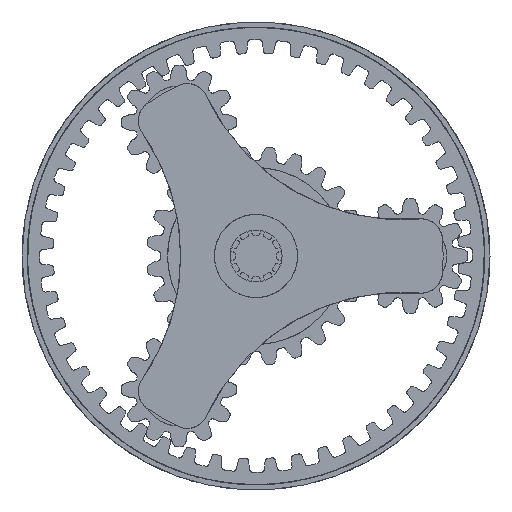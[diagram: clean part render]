
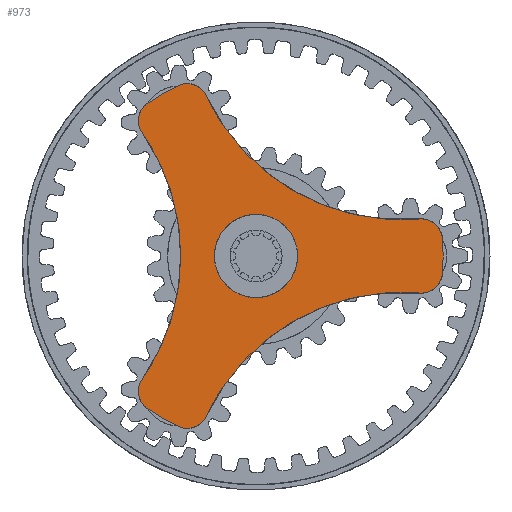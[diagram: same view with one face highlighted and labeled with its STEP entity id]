
A CAD part, left-side view. The second image highlights one B-rep face of the part: STEP entity #973.
In plain terms, the highlighted free-form (B-spline) face has degree [1, 1] with [2, 2] control points.
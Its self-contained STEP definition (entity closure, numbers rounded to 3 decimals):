
#973 = ADVANCED_FACE('',(#974,#1072),#1094,.T.);
#974 = FACE_BOUND('',#975,.T.);
#975 = EDGE_LOOP('',(#976,#986,#994,#1002,#1010,#1018,#1026,#1034,#1042,
    #1050,#1058,#1066));
#976 = ORIENTED_EDGE('',*,*,#977,.T.);
#977 = EDGE_CURVE('',#978,#980,#982,.T.);
#978 = VERTEX_POINT('',#979);
#979 = CARTESIAN_POINT('',(461.726,53.99,
    -119.142));
#980 = VERTEX_POINT('',#981);
#981 = CARTESIAN_POINT('',(461.726,76.185,
    -106.327));
#982 = ( BOUNDED_CURVE() B_SPLINE_CURVE(2,(#983,#984,#985),
.UNSPECIFIED.,.F.,.F.) B_SPLINE_CURVE_WITH_KNOTS((3,3),(0.,
0.196),.PIECEWISE_BEZIER_KNOTS.) CURVE() 
GEOMETRIC_REPRESENTATION_ITEM() RATIONAL_B_SPLINE_CURVE((1.,
0.995,1.)) REPRESENTATION_ITEM('') );
#983 = CARTESIAN_POINT('',(461.726,53.99,
    -119.142));
#984 = CARTESIAN_POINT('',(461.726,65.718,
    -113.827));
#985 = CARTESIAN_POINT('',(461.726,76.185,
    -106.327));
#986 = ORIENTED_EDGE('',*,*,#987,.T.);
#987 = EDGE_CURVE('',#980,#988,#990,.T.);
#988 = VERTEX_POINT('',#989);
#989 = CARTESIAN_POINT('',(461.726,79.648,
    -86.209));
#990 = ( BOUNDED_CURVE() B_SPLINE_CURVE(2,(#991,#992,#993),
.UNSPECIFIED.,.F.,.F.) B_SPLINE_CURVE_WITH_KNOTS((3,3),(0.,
1.557),.PIECEWISE_BEZIER_KNOTS.) CURVE() 
GEOMETRIC_REPRESENTATION_ITEM() RATIONAL_B_SPLINE_CURVE((1.,
0.712,1.)) REPRESENTATION_ITEM('') );
#991 = CARTESIAN_POINT('',(461.726,76.185,
    -106.327));
#992 = CARTESIAN_POINT('',(461.726,87.84,
    -97.976));
#993 = CARTESIAN_POINT('',(461.726,79.648,
    -86.209));
#994 = ORIENTED_EDGE('',*,*,#995,.T.);
#995 = EDGE_CURVE('',#988,#996,#998,.T.);
#996 = VERTEX_POINT('',#997);
#997 = CARTESIAN_POINT('',(461.726,79.648,
    86.209));
#998 = ( BOUNDED_CURVE() B_SPLINE_CURVE(2,(#999,#1000,#1001),
.UNSPECIFIED.,.F.,.F.) B_SPLINE_CURVE_WITH_KNOTS((3,3),(
0.,1.216),.PIECEWISE_BEZIER_KNOTS.) CURVE() 
GEOMETRIC_REPRESENTATION_ITEM() RATIONAL_B_SPLINE_CURVE((1.,
0.821,1.)) REPRESENTATION_ITEM('') );
#999 = CARTESIAN_POINT('',(461.726,79.648,
    -86.209));
#1000 = CARTESIAN_POINT('',(461.726,19.628,
    0.));
#1001 = CARTESIAN_POINT('',(461.726,79.648,
    86.209));
#1002 = ORIENTED_EDGE('',*,*,#1003,.T.);
#1003 = EDGE_CURVE('',#996,#1004,#1006,.T.);
#1004 = VERTEX_POINT('',#1005);
#1005 = CARTESIAN_POINT('',(461.726,76.185,
    106.327));
#1006 = ( BOUNDED_CURVE() B_SPLINE_CURVE(2,(#1007,#1008,#1009),
.UNSPECIFIED.,.F.,.F.) B_SPLINE_CURVE_WITH_KNOTS((3,3),(0.,
1.557),.PIECEWISE_BEZIER_KNOTS.) CURVE() 
GEOMETRIC_REPRESENTATION_ITEM() RATIONAL_B_SPLINE_CURVE((1.,
0.712,1.)) REPRESENTATION_ITEM('') );
#1007 = CARTESIAN_POINT('',(461.726,79.648,
    86.209));
#1008 = CARTESIAN_POINT('',(461.726,87.84,
    97.976));
#1009 = CARTESIAN_POINT('',(461.726,76.185,
    106.327));
#1010 = ORIENTED_EDGE('',*,*,#1011,.T.);
#1011 = EDGE_CURVE('',#1004,#1012,#1014,.T.);
#1012 = VERTEX_POINT('',#1013);
#1013 = CARTESIAN_POINT('',(461.726,53.99,
    119.142));
#1014 = ( BOUNDED_CURVE() B_SPLINE_CURVE(2,(#1015,#1016,#1017),
.UNSPECIFIED.,.F.,.F.) B_SPLINE_CURVE_WITH_KNOTS((3,3),(
0.,0.196),.PIECEWISE_BEZIER_KNOTS.) CURVE() 
GEOMETRIC_REPRESENTATION_ITEM() RATIONAL_B_SPLINE_CURVE((1.,
0.995,1.)) REPRESENTATION_ITEM('') );
#1015 = CARTESIAN_POINT('',(461.726,76.185,
    106.327));
#1016 = CARTESIAN_POINT('',(461.726,65.718,113.827
    ));
#1017 = CARTESIAN_POINT('',(461.726,53.99,
    119.142));
#1018 = ORIENTED_EDGE('',*,*,#1019,.T.);
#1019 = EDGE_CURVE('',#1012,#1020,#1022,.T.);
#1020 = VERTEX_POINT('',#1021);
#1021 = CARTESIAN_POINT('',(461.726,34.835,
    112.081));
#1022 = ( BOUNDED_CURVE() B_SPLINE_CURVE(2,(#1023,#1024,#1025),
.UNSPECIFIED.,.F.,.F.) B_SPLINE_CURVE_WITH_KNOTS((3,3),(0.,
1.557),.PIECEWISE_BEZIER_KNOTS.) CURVE() 
GEOMETRIC_REPRESENTATION_ITEM() RATIONAL_B_SPLINE_CURVE((1.,
0.712,1.)) REPRESENTATION_ITEM('') );
#1023 = CARTESIAN_POINT('',(461.726,53.99,
    119.142));
#1024 = CARTESIAN_POINT('',(461.726,40.93,125.06)
  );
#1025 = CARTESIAN_POINT('',(461.726,34.835,
    112.081));
#1026 = ORIENTED_EDGE('',*,*,#1027,.T.);
#1027 = EDGE_CURVE('',#1020,#1028,#1030,.T.);
#1028 = VERTEX_POINT('',#1029);
#1029 = CARTESIAN_POINT('',(461.726,-114.483,
    25.873));
#1030 = ( BOUNDED_CURVE() B_SPLINE_CURVE(2,(#1031,#1032,#1033),
.UNSPECIFIED.,.F.,.F.) B_SPLINE_CURVE_WITH_KNOTS((3,3),(0.,
1.216),.PIECEWISE_BEZIER_KNOTS.) CURVE() 
GEOMETRIC_REPRESENTATION_ITEM() RATIONAL_B_SPLINE_CURVE((1.,
0.821,1.)) REPRESENTATION_ITEM('') );
#1031 = CARTESIAN_POINT('',(461.726,34.835,
    112.081));
#1032 = CARTESIAN_POINT('',(461.726,-9.814,
    16.998));
#1033 = CARTESIAN_POINT('',(461.726,-114.483,
    25.873));
#1034 = ORIENTED_EDGE('',*,*,#1035,.T.);
#1035 = EDGE_CURVE('',#1028,#1036,#1038,.T.);
#1036 = VERTEX_POINT('',#1037);
#1037 = CARTESIAN_POINT('',(461.726,-130.175,
    12.815));
#1038 = ( BOUNDED_CURVE() B_SPLINE_CURVE(2,(#1039,#1040,#1041),
.UNSPECIFIED.,.F.,.F.) B_SPLINE_CURVE_WITH_KNOTS((3,3),(0.,
1.557),.PIECEWISE_BEZIER_KNOTS.) CURVE() 
GEOMETRIC_REPRESENTATION_ITEM() RATIONAL_B_SPLINE_CURVE((1.,
0.712,1.)) REPRESENTATION_ITEM('') );
#1039 = CARTESIAN_POINT('',(461.726,-114.483,
    25.873));
#1040 = CARTESIAN_POINT('',(461.726,-128.77,
    27.084));
#1041 = CARTESIAN_POINT('',(461.726,-130.175,
    12.815));
#1042 = ORIENTED_EDGE('',*,*,#1043,.T.);
#1043 = EDGE_CURVE('',#1036,#1044,#1046,.T.);
#1044 = VERTEX_POINT('',#1045);
#1045 = CARTESIAN_POINT('',(461.726,-130.175,
    -12.815));
#1046 = ( BOUNDED_CURVE() B_SPLINE_CURVE(2,(#1047,#1048,#1049),
.UNSPECIFIED.,.F.,.F.) B_SPLINE_CURVE_WITH_KNOTS((3,3),(0.,
0.196),.PIECEWISE_BEZIER_KNOTS.) CURVE() 
GEOMETRIC_REPRESENTATION_ITEM() RATIONAL_B_SPLINE_CURVE((1.,
0.995,1.)) REPRESENTATION_ITEM('') );
#1047 = CARTESIAN_POINT('',(461.726,-130.175,
    12.815));
#1048 = CARTESIAN_POINT('',(461.726,-131.436,
    0.));
#1049 = CARTESIAN_POINT('',(461.726,-130.175,
    -12.815));
#1050 = ORIENTED_EDGE('',*,*,#1051,.T.);
#1051 = EDGE_CURVE('',#1044,#1052,#1054,.T.);
#1052 = VERTEX_POINT('',#1053);
#1053 = CARTESIAN_POINT('',(461.726,-114.483,
    -25.873));
#1054 = ( BOUNDED_CURVE() B_SPLINE_CURVE(2,(#1055,#1056,#1057),
.UNSPECIFIED.,.F.,.F.) B_SPLINE_CURVE_WITH_KNOTS((3,3),(0.,
1.557),.PIECEWISE_BEZIER_KNOTS.) CURVE() 
GEOMETRIC_REPRESENTATION_ITEM() RATIONAL_B_SPLINE_CURVE((1.,
0.712,1.)) REPRESENTATION_ITEM('') );
#1055 = CARTESIAN_POINT('',(461.726,-130.175,-12.815)
  );
#1056 = CARTESIAN_POINT('',(461.726,-128.77,
    -27.084));
#1057 = CARTESIAN_POINT('',(461.726,-114.483,
    -25.873));
#1058 = ORIENTED_EDGE('',*,*,#1059,.T.);
#1059 = EDGE_CURVE('',#1052,#1060,#1062,.T.);
#1060 = VERTEX_POINT('',#1061);
#1061 = CARTESIAN_POINT('',(461.726,34.835,
    -112.081));
#1062 = ( BOUNDED_CURVE() B_SPLINE_CURVE(2,(#1063,#1064,#1065),
.UNSPECIFIED.,.F.,.F.) B_SPLINE_CURVE_WITH_KNOTS((3,3),(
0.,1.216),.PIECEWISE_BEZIER_KNOTS.) CURVE() 
GEOMETRIC_REPRESENTATION_ITEM() RATIONAL_B_SPLINE_CURVE((1.,
0.821,1.)) REPRESENTATION_ITEM('') );
#1063 = CARTESIAN_POINT('',(461.726,-114.483,
    -25.873));
#1064 = CARTESIAN_POINT('',(461.726,-9.814,
    -16.998));
#1065 = CARTESIAN_POINT('',(461.726,34.835,
    -112.081));
#1066 = ORIENTED_EDGE('',*,*,#1067,.T.);
#1067 = EDGE_CURVE('',#1060,#978,#1068,.T.);
#1068 = ( BOUNDED_CURVE() B_SPLINE_CURVE(2,(#1069,#1070,#1071),
.UNSPECIFIED.,.F.,.F.) B_SPLINE_CURVE_WITH_KNOTS((3,3),(0.,
1.557),.PIECEWISE_BEZIER_KNOTS.) CURVE() 
GEOMETRIC_REPRESENTATION_ITEM() RATIONAL_B_SPLINE_CURVE((1.,
0.712,1.)) REPRESENTATION_ITEM('') );
#1069 = CARTESIAN_POINT('',(461.726,34.835,
    -112.081));
#1070 = CARTESIAN_POINT('',(461.726,40.93,
    -125.06));
#1071 = CARTESIAN_POINT('',(461.726,53.99,
    -119.142));
#1072 = FACE_BOUND('',#1073,.T.);
#1073 = EDGE_LOOP('',(#1074,#1086));
#1074 = ORIENTED_EDGE('',*,*,#1075,.T.);
#1075 = EDGE_CURVE('',#1076,#1078,#1080,.T.);
#1076 = VERTEX_POINT('',#1077);
#1077 = CARTESIAN_POINT('',(461.726,-25.173,
    14.534));
#1078 = VERTEX_POINT('',#1079);
#1079 = CARTESIAN_POINT('',(461.726,25.173,
    -14.534));
#1080 = ( BOUNDED_CURVE() B_SPLINE_CURVE(2,(#1081,#1082,#1083,#1084,
#1085),.UNSPECIFIED.,.F.,.F.) B_SPLINE_CURVE_WITH_KNOTS((3,2,3),(0.,
1.571,3.142),.PIECEWISE_BEZIER_KNOTS.) CURVE() 
GEOMETRIC_REPRESENTATION_ITEM() RATIONAL_B_SPLINE_CURVE((1.,
0.707,1.,0.707,1.)) REPRESENTATION_ITEM('') );
#1081 = CARTESIAN_POINT('',(461.726,-25.173,
    14.534));
#1082 = CARTESIAN_POINT('',(461.726,-10.639,
    39.707));
#1083 = CARTESIAN_POINT('',(461.726,14.534,
    25.173));
#1084 = CARTESIAN_POINT('',(461.726,39.707,
    10.639));
#1085 = CARTESIAN_POINT('',(461.726,25.173,
    -14.534));
#1086 = ORIENTED_EDGE('',*,*,#1087,.T.);
#1087 = EDGE_CURVE('',#1078,#1076,#1088,.T.);
#1088 = ( BOUNDED_CURVE() B_SPLINE_CURVE(2,(#1089,#1090,#1091,#1092,
#1093),.UNSPECIFIED.,.F.,.F.) B_SPLINE_CURVE_WITH_KNOTS((3,2,3),(0.,
1.571,3.142),.PIECEWISE_BEZIER_KNOTS.) CURVE() 
GEOMETRIC_REPRESENTATION_ITEM() RATIONAL_B_SPLINE_CURVE((1.,
0.707,1.,0.707,1.)) REPRESENTATION_ITEM('') );
#1089 = CARTESIAN_POINT('',(461.726,25.173,
    -14.534));
#1090 = CARTESIAN_POINT('',(461.726,10.639,
    -39.707));
#1091 = CARTESIAN_POINT('',(461.726,-14.534,
    -25.173));
#1092 = CARTESIAN_POINT('',(461.726,-39.707,
    -10.639));
#1093 = CARTESIAN_POINT('',(461.726,-25.173,
    14.534));
#1094 = B_SPLINE_SURFACE_WITH_KNOTS('',1,1,(
    (#1095,#1096)
    ,(#1097,#1098
    )),.UNSPECIFIED.,.F.,.F.,.F.,(2,2),(2,2),(-56.595,90.),(
    -82.867,82.867),.PIECEWISE_BEZIER_KNOTS.);
#1095 = CARTESIAN_POINT('',(461.726,63.175,
    -131.453));
#1096 = CARTESIAN_POINT('',(461.726,-145.429,
    -11.015));
#1097 = CARTESIAN_POINT('',(461.726,169.704,
    53.061));
#1098 = CARTESIAN_POINT('',(461.726,-38.9,
    173.498));
